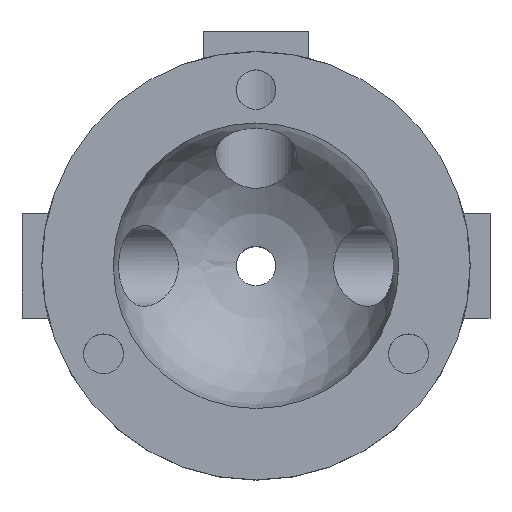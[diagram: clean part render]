
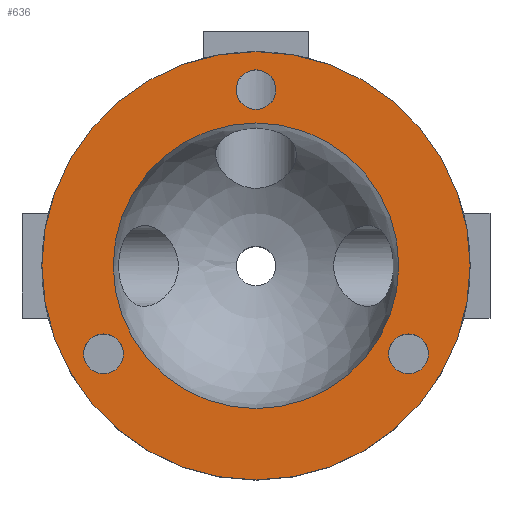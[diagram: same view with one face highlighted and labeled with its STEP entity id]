
A CAD part, top view. The second image highlights one B-rep face of the part: STEP entity #636.
In plain terms, the highlighted planar face has unit normal (0, 0, 1).
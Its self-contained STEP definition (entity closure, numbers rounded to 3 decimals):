
#46=FACE_BOUND('',#163,.T.);
#47=FACE_BOUND('',#164,.T.);
#48=FACE_BOUND('',#165,.T.);
#49=FACE_BOUND('',#166,.T.);
#63=CIRCLE('',#686,1.25);
#64=CIRCLE('',#687,1.25);
#67=CIRCLE('',#692,1.25);
#68=CIRCLE('',#693,1.25);
#71=CIRCLE('',#698,1.25);
#72=CIRCLE('',#699,1.25);
#76=CIRCLE('',#704,9.);
#77=CIRCLE('',#705,9.);
#86=CIRCLE('',#717,13.5);
#87=CIRCLE('',#718,13.5);
#121=FACE_OUTER_BOUND('',#162,.T.);
#162=EDGE_LOOP('',(#576,#577));
#163=EDGE_LOOP('',(#578,#579));
#164=EDGE_LOOP('',(#580,#581));
#165=EDGE_LOOP('',(#582,#583));
#166=EDGE_LOOP('',(#584,#585));
#278=VERTEX_POINT('',#1003);
#279=VERTEX_POINT('',#1004);
#282=VERTEX_POINT('',#1014);
#283=VERTEX_POINT('',#1015);
#286=VERTEX_POINT('',#1025);
#287=VERTEX_POINT('',#1026);
#295=VERTEX_POINT('',#1096);
#296=VERTEX_POINT('',#1098);
#308=VERTEX_POINT('',#1243);
#309=VERTEX_POINT('',#1244);
#356=EDGE_CURVE('',#278,#279,#63,.T.);
#357=EDGE_CURVE('',#279,#278,#64,.T.);
#361=EDGE_CURVE('',#282,#283,#67,.T.);
#362=EDGE_CURVE('',#283,#282,#68,.T.);
#366=EDGE_CURVE('',#286,#287,#71,.T.);
#367=EDGE_CURVE('',#287,#286,#72,.T.);
#376=EDGE_CURVE('',#296,#295,#76,.T.);
#377=EDGE_CURVE('',#295,#296,#77,.T.);
#393=EDGE_CURVE('',#308,#309,#86,.T.);
#394=EDGE_CURVE('',#309,#308,#87,.T.);
#576=ORIENTED_EDGE('',*,*,#393,.T.);
#577=ORIENTED_EDGE('',*,*,#394,.T.);
#578=ORIENTED_EDGE('',*,*,#356,.T.);
#579=ORIENTED_EDGE('',*,*,#357,.T.);
#580=ORIENTED_EDGE('',*,*,#361,.T.);
#581=ORIENTED_EDGE('',*,*,#362,.T.);
#582=ORIENTED_EDGE('',*,*,#366,.T.);
#583=ORIENTED_EDGE('',*,*,#367,.T.);
#584=ORIENTED_EDGE('',*,*,#376,.T.);
#585=ORIENTED_EDGE('',*,*,#377,.T.);
#605=PLANE('',#727);
#636=ADVANCED_FACE('',(#121,#46,#47,#48,#49),#605,.T.);
#686=AXIS2_PLACEMENT_3D('',#1005,#818,#819);
#687=AXIS2_PLACEMENT_3D('',#1006,#820,#821);
#692=AXIS2_PLACEMENT_3D('',#1016,#831,#832);
#693=AXIS2_PLACEMENT_3D('',#1017,#833,#834);
#698=AXIS2_PLACEMENT_3D('',#1027,#844,#845);
#699=AXIS2_PLACEMENT_3D('',#1028,#846,#847);
#704=AXIS2_PLACEMENT_3D('',#1099,#857,#858);
#705=AXIS2_PLACEMENT_3D('',#1100,#859,#860);
#717=AXIS2_PLACEMENT_3D('',#1245,#884,#885);
#718=AXIS2_PLACEMENT_3D('',#1246,#886,#887);
#727=AXIS2_PLACEMENT_3D('',#1264,#910,#911);
#818=DIRECTION('center_axis',(0.,0.,-1.));
#819=DIRECTION('ref_axis',(1.,0.,0.));
#820=DIRECTION('center_axis',(0.,0.,-1.));
#821=DIRECTION('ref_axis',(1.,0.,0.));
#831=DIRECTION('center_axis',(0.,0.,-1.));
#832=DIRECTION('ref_axis',(1.,0.,0.));
#833=DIRECTION('center_axis',(0.,0.,-1.));
#834=DIRECTION('ref_axis',(1.,0.,0.));
#844=DIRECTION('center_axis',(0.,0.,-1.));
#845=DIRECTION('ref_axis',(1.,0.,0.));
#846=DIRECTION('center_axis',(0.,0.,-1.));
#847=DIRECTION('ref_axis',(1.,0.,0.));
#857=DIRECTION('center_axis',(0.,0.,-1.));
#858=DIRECTION('ref_axis',(0.,1.,0.));
#859=DIRECTION('center_axis',(0.,0.,-1.));
#860=DIRECTION('ref_axis',(0.,1.,0.));
#884=DIRECTION('center_axis',(0.,0.,1.));
#885=DIRECTION('ref_axis',(1.,0.,0.));
#886=DIRECTION('center_axis',(0.,0.,1.));
#887=DIRECTION('ref_axis',(1.,0.,0.));
#910=DIRECTION('center_axis',(0.,0.,1.));
#911=DIRECTION('ref_axis',(1.,0.,0.));
#1003=CARTESIAN_POINT('',(10.863,-5.55,17.5));
#1004=CARTESIAN_POINT('',(8.363,-5.55,17.5));
#1005=CARTESIAN_POINT('Origin',(9.613,-5.55,17.5));
#1006=CARTESIAN_POINT('Origin',(9.613,-5.55,17.5));
#1014=CARTESIAN_POINT('',(-8.363,-5.55,17.5));
#1015=CARTESIAN_POINT('',(-10.863,-5.55,17.5));
#1016=CARTESIAN_POINT('Origin',(-9.613,-5.55,17.5));
#1017=CARTESIAN_POINT('Origin',(-9.613,-5.55,17.5));
#1025=CARTESIAN_POINT('',(1.25,11.1,17.5));
#1026=CARTESIAN_POINT('',(-1.25,11.1,17.5));
#1027=CARTESIAN_POINT('Origin',(0.,11.1,17.5));
#1028=CARTESIAN_POINT('Origin',(0.,11.1,17.5));
#1096=CARTESIAN_POINT('',(-9.,0.,17.5));
#1098=CARTESIAN_POINT('',(0.,-9.,17.5));
#1099=CARTESIAN_POINT('Origin',(0.,0.,17.5));
#1100=CARTESIAN_POINT('Origin',(0.,0.,17.5));
#1243=CARTESIAN_POINT('',(13.5,0.,17.5));
#1244=CARTESIAN_POINT('',(-13.5,0.,17.5));
#1245=CARTESIAN_POINT('Origin',(0.,0.,17.5));
#1246=CARTESIAN_POINT('Origin',(0.,0.,17.5));
#1264=CARTESIAN_POINT('Origin',(0.,0.,17.5));
